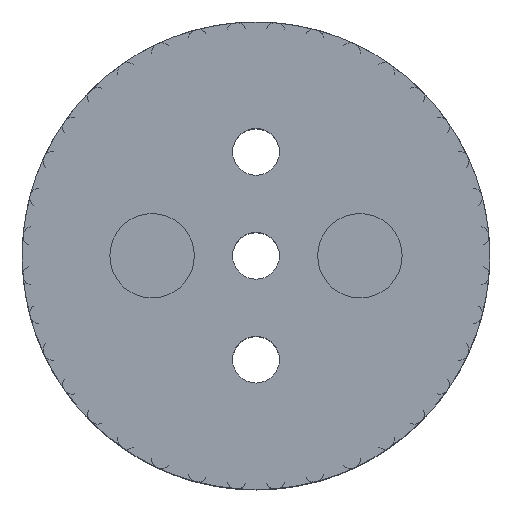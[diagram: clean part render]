
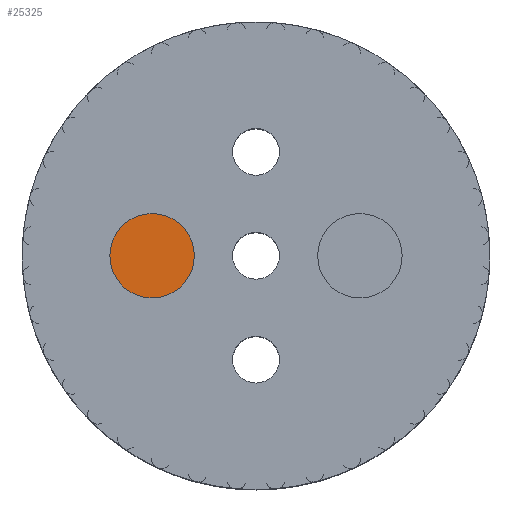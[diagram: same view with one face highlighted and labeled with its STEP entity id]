
A CAD part, top view. The second image highlights one B-rep face of the part: STEP entity #25325.
In plain terms, the highlighted face is planar.
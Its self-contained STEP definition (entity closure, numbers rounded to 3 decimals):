
#25296=CARTESIAN_POINT('',(-4.,-1.625,3.75));
#25297=VERTEX_POINT('',#25296);
#25307=CARTESIAN_POINT('',(-4.,-0.,3.75));
#25308=DIRECTION('',(0.,-0.,1.));
#25309=DIRECTION('',(0.,-1.,-0.));
#25310=AXIS2_PLACEMENT_3D('',#25307,#25308,#25309);
#25311=CIRCLE('',#25310,1.625);
#25312=EDGE_CURVE('',#25297,#25297,#25311,.T.);
#25317=CARTESIAN_POINT('',(0.,-0.,3.75));
#25318=DIRECTION('',(0.,-0.,1.));
#25319=DIRECTION('',(1.,0.,0.));
#25320=AXIS2_PLACEMENT_3D('',#25317,#25318,#25319);
#25321=PLANE('',#25320);
#25322=ORIENTED_EDGE('',*,*,#25312,.T.);
#25323=EDGE_LOOP('',(#25322));
#25324=FACE_BOUND('',#25323,.T.);
#25325=ADVANCED_FACE('',(#25324),#25321,.T.);
